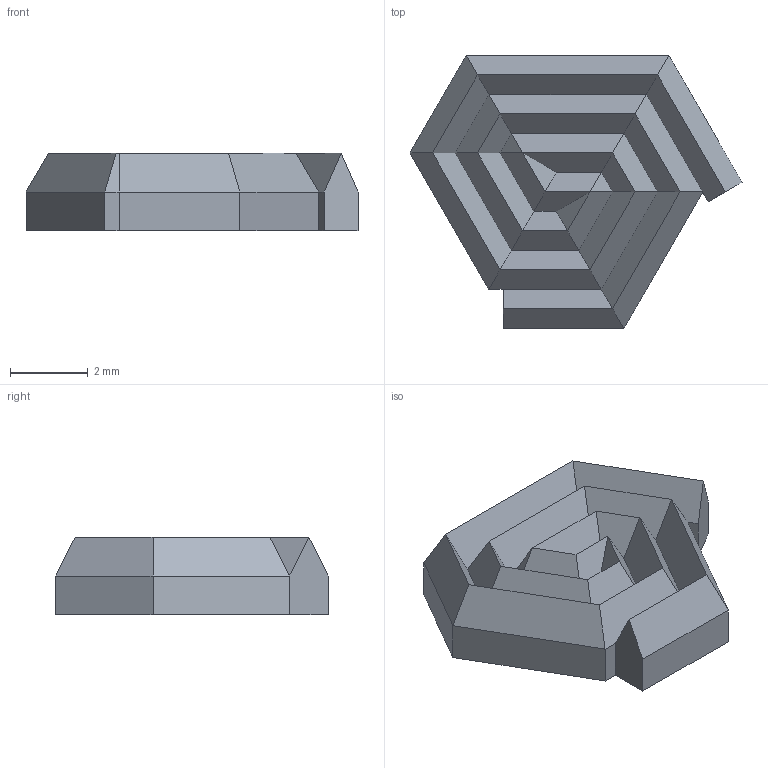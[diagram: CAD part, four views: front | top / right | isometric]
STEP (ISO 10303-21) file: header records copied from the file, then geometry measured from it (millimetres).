
FILE_DESCRIPTION(('Gosper curve 37a-1 absorber geometry, order 1'),'2;1');
FILE_NAME('gosper37a-1_1','',('Matthew Petroff'),(''),'Open CASCADE STEP processor 7.3','FreeCAD','');
FILE_SCHEMA(('AUTOMOTIVE_DESIGN { 1 0 10303 214 1 1 1 1 }'));
Length unit declared in the file: millimetre
Products named in the file (1): Open CASCADE STEP translator 7.3 1
Bounding box: 8.52 x 7 x 2 mm (x, y, z)
Volume: 62.7 mm3; surface area: 161.9 mm2
Topology: 1 solids, 1 shells, 49 faces, 101 edges, 54 vertices
Faces by surface type: plane 49
Entity records: 1225 total; most frequent: CARTESIAN_POINT 205, ORIENTED_EDGE 202, DIRECTION 201, EDGE_CURVE 101, LINE 101, VECTOR 101, VERTEX_POINT 54, AXIS2_PLACEMENT_3D 50
